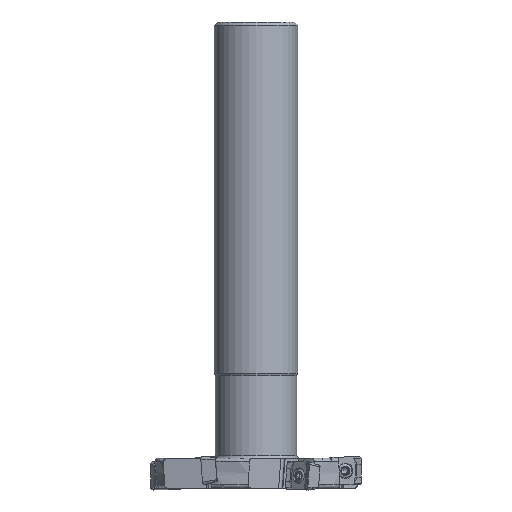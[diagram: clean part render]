
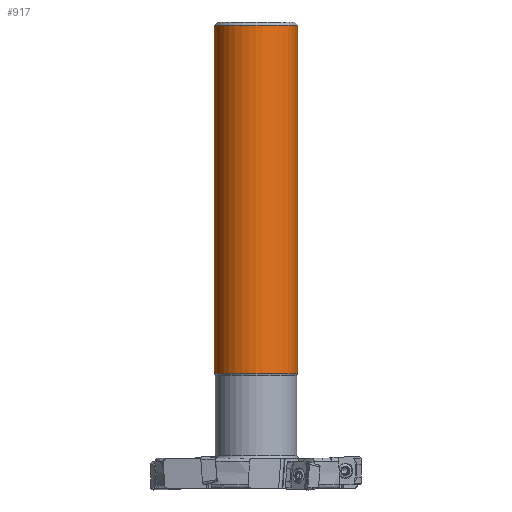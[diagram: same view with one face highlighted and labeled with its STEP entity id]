
A CAD part, front view. The second image highlights one B-rep face of the part: STEP entity #917.
In plain terms, the highlighted cylindrical face has radius 12.495 mm (diameter 24.989 mm), a full revolution.
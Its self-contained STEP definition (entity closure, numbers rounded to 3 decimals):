
#557=CYLINDRICAL_SURFACE('',#6674,12.495);
#917=ADVANCED_FACE('CU_SU1',(#2446,#2447),#557,.T.);
#2446=FACE_BOUND('',#2605,.T.);
#2447=FACE_BOUND('',#2606,.T.);
#2605=EDGE_LOOP('',(#3198));
#2606=EDGE_LOOP('',(#3199));
#3198=ORIENTED_EDGE('',*,*,#5571,.F.);
#3199=ORIENTED_EDGE('',*,*,#5575,.T.);
#4940=VERTEX_POINT('',#9747);
#4944=VERTEX_POINT('',#9759);
#5571=EDGE_CURVE('',#4940,#4940,#6350,.T.);
#5575=EDGE_CURVE('',#4944,#4944,#6354,.T.);
#6350=CIRCLE('',#6664,12.495);
#6354=CIRCLE('',#6672,12.495);
#6664=AXIS2_PLACEMENT_3D('',#9746,#7505,#7506);
#6672=AXIS2_PLACEMENT_3D('',#9758,#7521,#7522);
#6674=AXIS2_PLACEMENT_3D('',#9761,#7525,#7526);
#7505=DIRECTION('',(0.,0.,-1.));
#7506=DIRECTION('',(-1.,0.,0.));
#7521=DIRECTION('',(0.,0.,-1.));
#7522=DIRECTION('',(-1.,0.,0.));
#7525=DIRECTION('',(0.,0.,-1.));
#7526=DIRECTION('',(-1.,0.,0.));
#9746=CARTESIAN_POINT('',(0.,0.,-105.2));
#9747=CARTESIAN_POINT('',(-12.495,0.,-105.2));
#9758=CARTESIAN_POINT('',(0.,0.,-1.));
#9759=CARTESIAN_POINT('',(-12.495,0.,-1.));
#9761=CARTESIAN_POINT('',(0.,0.,20.908));
